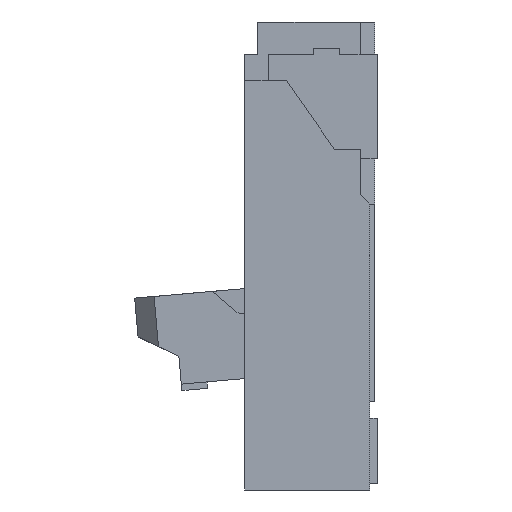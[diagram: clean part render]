
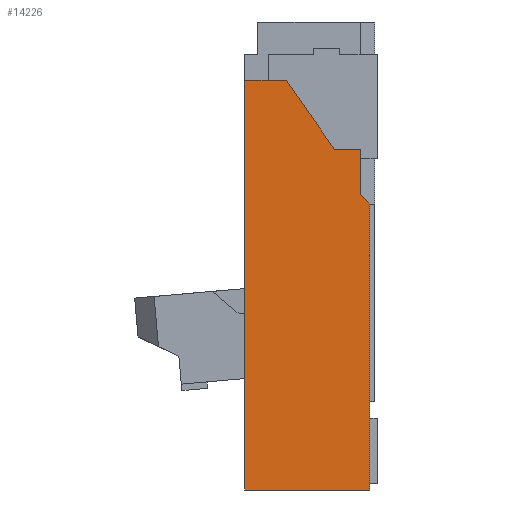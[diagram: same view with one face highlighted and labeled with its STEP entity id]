
A CAD part, left-side view. The second image highlights one B-rep face of the part: STEP entity #14226.
In plain terms, the highlighted planar face has unit normal (-1, 0, 0).
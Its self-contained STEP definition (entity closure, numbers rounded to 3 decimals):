
#1=DIRECTION('',(0.,-0.574,-0.819));
#2=VECTOR('',#1,0.645);
#3=CARTESIAN_POINT('',(-7.35,0.68,-0.45));
#4=LINE('',#3,#2);
#5=DIRECTION('',(0.,-1.,0.));
#6=VECTOR('',#5,0.2);
#7=CARTESIAN_POINT('',(-7.35,0.31,-0.978));
#8=LINE('',#7,#6);
#9=DIRECTION('',(0.,0.,-1.));
#10=VECTOR('',#9,0.352);
#11=CARTESIAN_POINT('',(-7.35,0.11,-0.978));
#12=LINE('',#11,#10);
#13=DIRECTION('',(0.,-0.707,-0.707));
#14=VECTOR('',#13,0.099);
#15=CARTESIAN_POINT('',(-7.35,0.11,-1.33));
#16=LINE('',#15,#14);
#17=DIRECTION('',(0.,0.,-1.));
#18=VECTOR('',#17,2.2);
#19=CARTESIAN_POINT('',(-7.35,0.04,-1.4));
#20=LINE('',#19,#18);
#21=DIRECTION('',(0.,1.,0.));
#22=VECTOR('',#21,0.96);
#23=CARTESIAN_POINT('',(-7.35,0.04,-3.6));
#24=LINE('',#23,#22);
#25=DIRECTION('',(0.,0.,1.));
#26=VECTOR('',#25,3.15);
#27=CARTESIAN_POINT('',(-7.35,1.,-3.6));
#28=LINE('',#27,#26);
#29=DIRECTION('',(0.,-1.,0.));
#30=VECTOR('',#29,0.32);
#31=CARTESIAN_POINT('',(-7.35,1.,-0.45));
#32=LINE('',#31,#30);
#10731=CARTESIAN_POINT('',(-7.35,0.68,-0.45));
#10732=CARTESIAN_POINT('',(-7.35,0.31,-0.978));
#10733=VERTEX_POINT('',#10731);
#10734=VERTEX_POINT('',#10732);
#10735=CARTESIAN_POINT('',(-7.35,0.11,-0.978));
#10736=VERTEX_POINT('',#10735);
#10737=CARTESIAN_POINT('',(-7.35,0.11,-1.33));
#10738=VERTEX_POINT('',#10737);
#10739=CARTESIAN_POINT('',(-7.35,0.04,-1.4));
#10740=VERTEX_POINT('',#10739);
#10741=CARTESIAN_POINT('',(-7.35,0.04,-3.6));
#10742=VERTEX_POINT('',#10741);
#10743=CARTESIAN_POINT('',(-7.35,1.,-0.45));
#10744=VERTEX_POINT('',#10743);
#10753=CARTESIAN_POINT('',(-7.35,1.,-3.6));
#10754=VERTEX_POINT('',#10753);
#14203=CARTESIAN_POINT('',(-7.35,0.,0.));
#14204=DIRECTION('',(1.,0.,0.));
#14205=DIRECTION('',(0.,0.,-1.));
#14206=AXIS2_PLACEMENT_3D('',#14203,#14204,#14205);
#14207=PLANE('',#14206);
#14209=ORIENTED_EDGE('',*,*,#14208,.T.);
#14211=ORIENTED_EDGE('',*,*,#14210,.T.);
#14213=ORIENTED_EDGE('',*,*,#14212,.T.);
#14215=ORIENTED_EDGE('',*,*,#14214,.T.);
#14217=ORIENTED_EDGE('',*,*,#14216,.T.);
#14219=ORIENTED_EDGE('',*,*,#14218,.T.);
#14221=ORIENTED_EDGE('',*,*,#14220,.T.);
#14223=ORIENTED_EDGE('',*,*,#14222,.T.);
#14224=EDGE_LOOP('',(#14209,#14211,#14213,#14215,#14217,#14219,#14221,#14223));
#14225=FACE_OUTER_BOUND('',#14224,.F.);
#14226=ADVANCED_FACE('',(#14225),#14207,.F.);
#14208=EDGE_CURVE('',#10733,#10734,#4,.T.);
#14210=EDGE_CURVE('',#10734,#10736,#8,.T.);
#14212=EDGE_CURVE('',#10736,#10738,#12,.T.);
#14214=EDGE_CURVE('',#10738,#10740,#16,.T.);
#14216=EDGE_CURVE('',#10740,#10742,#20,.T.);
#14218=EDGE_CURVE('',#10742,#10754,#24,.T.);
#14220=EDGE_CURVE('',#10754,#10744,#28,.T.);
#14222=EDGE_CURVE('',#10744,#10733,#32,.T.);
